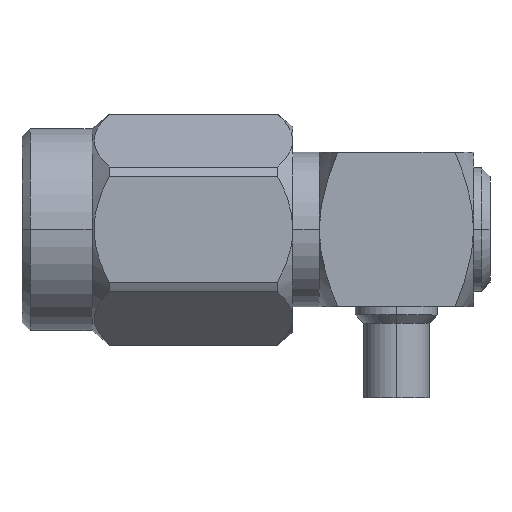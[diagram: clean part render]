
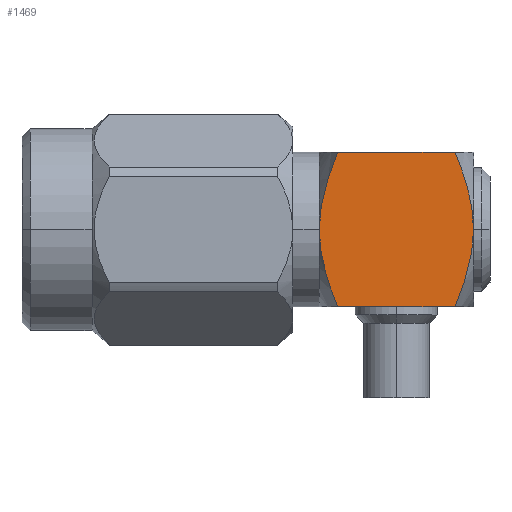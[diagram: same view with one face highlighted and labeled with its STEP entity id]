
A CAD part, top view. The second image highlights one B-rep face of the part: STEP entity #1469.
In plain terms, the highlighted planar face has unit normal (0, 0, 1).
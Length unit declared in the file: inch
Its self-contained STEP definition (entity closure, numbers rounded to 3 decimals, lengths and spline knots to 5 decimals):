
#99 = EDGE_CURVE ( 'NONE', #2246, #2644, #2523, .T. ) ;
#130 = CARTESIAN_POINT ( 'NONE',  ( 0.362, -0.01617, 0.094 ) ) ;
#211 = B_SPLINE_CURVE_WITH_KNOTS ( 'NONE', 3,
 ( #1701, #416, #2442, #1453, #2483, #2188, #2456, #954 ),
 .UNSPECIFIED., .F., .F.,
 ( 4, 2, 2, 4 ),
 ( 0.008, 0.00862, 0.00924, 0.01048 ),
 .UNSPECIFIED. ) ;
#307 = CARTESIAN_POINT ( 'NONE',  ( 0.53365, 0.07898, 0.094 ) ) ;
#331 = VERTEX_POINT ( 'NONE', #2683 ) ;
#367 = CARTESIAN_POINT ( 'NONE',  ( 0.52752, -0.094, 0.094 ) ) ;
#416 = CARTESIAN_POINT ( 'NONE',  ( 0.55, -0.00809, 0.094 ) ) ;
#490 = CARTESIAN_POINT ( 'NONE',  ( 0.37834, 0.07896, 0.094 ) ) ;
#540 = CARTESIAN_POINT ( 'NONE',  ( 0.362, 0., 0.094 ) ) ;
#618 = CARTESIAN_POINT ( 'NONE',  ( 0.37835, -0.07898, 0.094 ) ) ;
#685 = CARTESIAN_POINT ( 'NONE',  ( 0.38448, 0.094, 0.094 ) ) ;
#751 = EDGE_CURVE ( 'NONE', #1630, #2246, #2956, .T. ) ;
#763 = CARTESIAN_POINT ( 'NONE',  ( 0.36665, 0.04033, 0.094 ) ) ;
#792 = DIRECTION ( 'NONE',  ( 1., 0., 0. ) ) ;
#820 = AXIS2_PLACEMENT_3D ( 'NONE', #1950, #2172, #2420 ) ;
#822 = VERTEX_POINT ( 'NONE', #367 ) ;
#854 = CARTESIAN_POINT ( 'NONE',  ( 0.362, -0.094, 0.094 ) ) ;
#919 = VECTOR ( 'NONE', #792, 39.37008 ) ;
#939 = FACE_OUTER_BOUND ( 'NONE', #1968, .T. ) ;
#954 = CARTESIAN_POINT ( 'NONE',  ( 0.52752, -0.094, 0.094 ) ) ;
#1012 = ORIENTED_EDGE ( 'NONE', *, *, #1955, .T. ) ;
#1022 = CARTESIAN_POINT ( 'NONE',  ( 0.38448, 0.094, 0.094 ) ) ;
#1041 = CARTESIAN_POINT ( 'NONE',  ( 0.362, 0.00809, 0.094 ) ) ;
#1291 = CARTESIAN_POINT ( 'NONE',  ( 0.36263, 0.0163, 0.094 ) ) ;
#1309 = CARTESIAN_POINT ( 'NONE',  ( 0.54749, 0.03216, 0.094 ) ) ;
#1341 = CARTESIAN_POINT ( 'NONE',  ( 0.55, 0., 0.094 ) ) ;
#1383 = ORIENTED_EDGE ( 'NONE', *, *, #751, .F. ) ;
#1453 = CARTESIAN_POINT ( 'NONE',  ( 0.54704, -0.03242, 0.094 ) ) ;
#1469 = ADVANCED_FACE ( 'NONE', ( #939 ), #2687, .F. ) ;
#1538 = EDGE_CURVE ( 'NONE', #331, #822, #211, .T. ) ;
#1630 = VERTEX_POINT ( 'NONE', #2536 ) ;
#1638 = LINE ( 'NONE', #854, #919 ) ;
#1701 = CARTESIAN_POINT ( 'NONE',  ( 0.55, 0., 0.094 ) ) ;
#1759 = B_SPLINE_CURVE_WITH_KNOTS ( 'NONE', 3,
 ( #2621, #307, #3139, #1309, #2136, #1341 ),
 .UNSPECIFIED., .F., .F.,
 ( 4, 2, 4 ),
 ( 0.00553, 0.00676, 0.008 ),
 .UNSPECIFIED. ) ;
#1871 = ORIENTED_EDGE ( 'NONE', *, *, #1538, .F. ) ;
#1881 = LINE ( 'NONE', #2910, #2265 ) ;
#1950 = CARTESIAN_POINT ( 'NONE',  ( 0., 0., 0.094 ) ) ;
#1955 = EDGE_CURVE ( 'NONE', #3149, #2644, #1881, .T. ) ;
#1968 = EDGE_LOOP ( 'NONE', ( #2263, #1012, #3214, #1383, #2350, #1871 ) ) ;
#2136 = CARTESIAN_POINT ( 'NONE',  ( 0.55, 0.01617, 0.094 ) ) ;
#2172 = DIRECTION ( 'NONE',  ( 0., 0., -1. ) ) ;
#2188 = CARTESIAN_POINT ( 'NONE',  ( 0.53919, -0.06375, 0.094 ) ) ;
#2246 = VERTEX_POINT ( 'NONE', #540 ) ;
#2263 = ORIENTED_EDGE ( 'NONE', *, *, #2842, .F. ) ;
#2265 = VECTOR ( 'NONE', #2895, 39.37008 ) ;
#2280 = CARTESIAN_POINT ( 'NONE',  ( 0.362, 0., 0.094 ) ) ;
#2310 = CARTESIAN_POINT ( 'NONE',  ( 0.37281, 0.06375, 0.094 ) ) ;
#2350 = ORIENTED_EDGE ( 'NONE', *, *, #2839, .T. ) ;
#2420 = DIRECTION ( 'NONE',  ( -1., 0., 0. ) ) ;
#2442 = CARTESIAN_POINT ( 'NONE',  ( 0.54937, -0.0163, 0.094 ) ) ;
#2456 = CARTESIAN_POINT ( 'NONE',  ( 0.53366, -0.07896, 0.094 ) ) ;
#2483 = CARTESIAN_POINT ( 'NONE',  ( 0.54535, -0.04033, 0.094 ) ) ;
#2523 = B_SPLINE_CURVE_WITH_KNOTS ( 'NONE', 3,
 ( #2280, #1041, #1291, #2537, #763, #2310, #490, #1022 ),
 .UNSPECIFIED., .F., .F.,
 ( 4, 2, 2, 4 ),
 ( 0.008, 0.00862, 0.00924, 0.01048 ),
 .UNSPECIFIED. ) ;
#2536 = CARTESIAN_POINT ( 'NONE',  ( 0.38448, -0.094, 0.094 ) ) ;
#2537 = CARTESIAN_POINT ( 'NONE',  ( 0.36496, 0.03242, 0.094 ) ) ;
#2621 = CARTESIAN_POINT ( 'NONE',  ( 0.52752, 0.094, 0.094 ) ) ;
#2644 = VERTEX_POINT ( 'NONE', #685 ) ;
#2664 = CARTESIAN_POINT ( 'NONE',  ( 0.37279, -0.06374, 0.094 ) ) ;
#2683 = CARTESIAN_POINT ( 'NONE',  ( 0.55, 0., 0.094 ) ) ;
#2687 = PLANE ( 'NONE',  #820 ) ;
#2714 = CARTESIAN_POINT ( 'NONE',  ( 0.36451, -0.03216, 0.094 ) ) ;
#2727 = CARTESIAN_POINT ( 'NONE',  ( 0.362, 0., 0.094 ) ) ;
#2839 = EDGE_CURVE ( 'NONE', #1630, #822, #1638, .T. ) ;
#2842 = EDGE_CURVE ( 'NONE', #3149, #331, #1759, .T. ) ;
#2895 = DIRECTION ( 'NONE',  ( -1., 0., 0. ) ) ;
#2910 = CARTESIAN_POINT ( 'NONE',  ( 0.362, 0.094, 0.094 ) ) ;
#2956 = B_SPLINE_CURVE_WITH_KNOTS ( 'NONE', 3,
 ( #3210, #618, #2664, #2714, #130, #2727 ),
 .UNSPECIFIED., .F., .F.,
 ( 4, 2, 4 ),
 ( 0.00553, 0.00676, 0.008 ),
 .UNSPECIFIED. ) ;
#3050 = CARTESIAN_POINT ( 'NONE',  ( 0.52752, 0.094, 0.094 ) ) ;
#3139 = CARTESIAN_POINT ( 'NONE',  ( 0.53921, 0.06374, 0.094 ) ) ;
#3149 = VERTEX_POINT ( 'NONE', #3050 ) ;
#3210 = CARTESIAN_POINT ( 'NONE',  ( 0.38448, -0.094, 0.094 ) ) ;
#3214 = ORIENTED_EDGE ( 'NONE', *, *, #99, .F. ) ;
